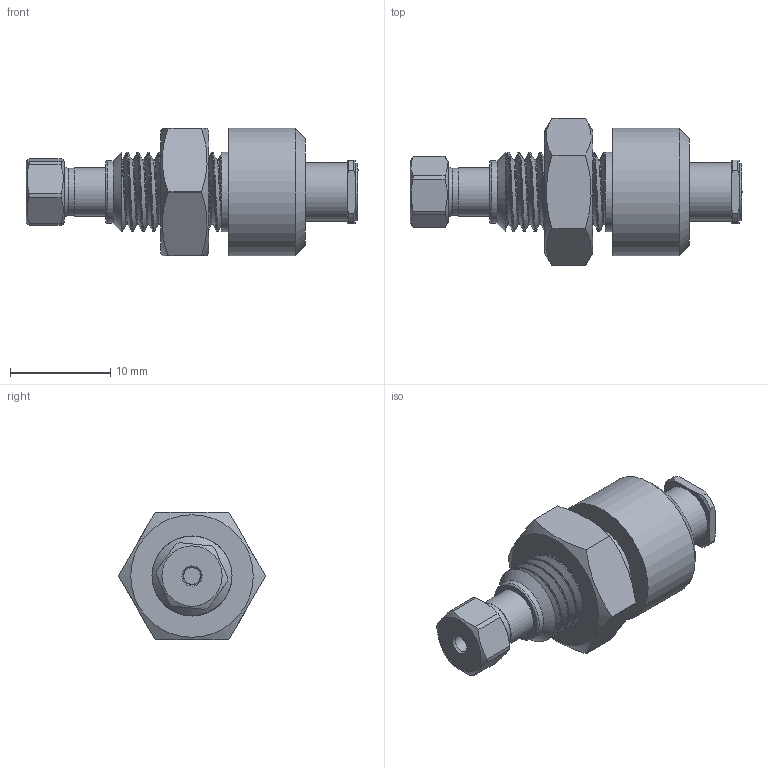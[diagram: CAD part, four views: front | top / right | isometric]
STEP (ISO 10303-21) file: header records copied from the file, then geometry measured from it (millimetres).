
FILE_DESCRIPTION((''),'2;1');
FILE_NAME('305251-ZBUFLPK Female luer adapter bulkhead union.stp','2013-08-19T16:24:33',('Franzp'),(''),'Autodesk Inventor 2013','Autodesk Inventor 2013','');
FILE_SCHEMA(('AUTOMOTIVE_DESIGN { 1 0 10303 214 1 1 1 1 }'));
Length unit declared in the file: millimetre
Products named in the file (3): 315251; 305251; 310567
Assembly tree (2 placements, depth 2):
  315251
    305251
    310567
Bounding box: 33.07 x 14.66 x 12.7 mm (x, y, z)
Volume: 469.3 mm3; surface area: 2388.2 mm2
Topology: 1 solids, 6 shells, 85 faces, 217 edges, 139 vertices
Faces by surface type: plane 30, cylinder 27, cone 20, bspline 6, torus 2
Full cylindrical faces by diameter (mm): 1.75 x1, 4.699 x1, 4.826 x1, 5.766 x1, 5.791 x1, 6.223 x1, 6.368 x2, 6.782 x1, 7.938 x1, 12.7 x1
Entity records: 6249 total; most frequent: CARTESIAN_POINT 4255, DIRECTION 380, ORIENTED_EDGE 349, EDGE_CURVE 185, AXIS2_PLACEMENT_3D 170, VERTEX_POINT 132, EDGE_LOOP 123, CIRCLE 86
